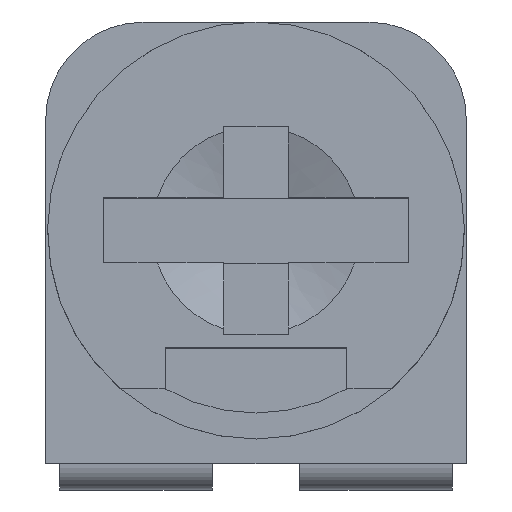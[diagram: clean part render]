
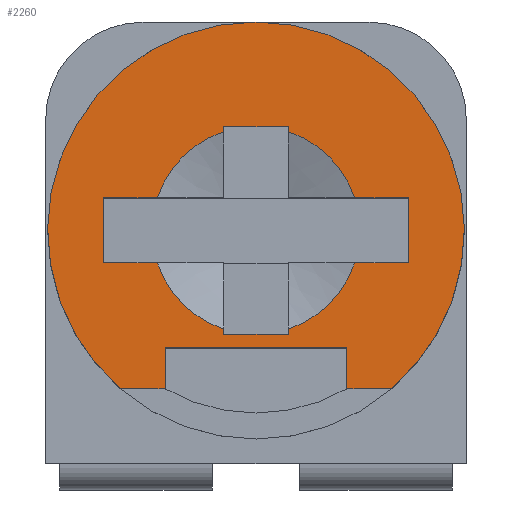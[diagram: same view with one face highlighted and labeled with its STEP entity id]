
A CAD part, top view. The second image highlights one B-rep face of the part: STEP entity #2260.
In plain terms, the highlighted planar face has unit normal (0, 0, 1).
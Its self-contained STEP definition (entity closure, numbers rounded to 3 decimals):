
#150=FACE_BOUND('',#291,.T.);
#173=FACE_OUTER_BOUND('',#290,.T.);
#290=EDGE_LOOP('',(#1605,#1606,#1607,#1608,#1609,#1610));
#291=EDGE_LOOP('',(#1611,#1612,#1613,#1614,#1615,#1616,#1617,#1618,#1619,
#1620,#1621,#1622,#1623,#1624,#1625,#1626));
#392=CIRCLE('',#2375,3.21);
#393=CIRCLE('',#2394,1.6);
#394=CIRCLE('',#2395,1.6);
#395=CIRCLE('',#2396,1.6);
#396=CIRCLE('',#2397,1.6);
#434=LINE('',#3125,#712);
#437=LINE('',#3130,#715);
#438=LINE('',#3132,#716);
#440=LINE('',#3136,#718);
#441=LINE('',#3138,#719);
#443=LINE('',#3143,#721);
#446=LINE('',#3149,#724);
#448=LINE('',#3157,#726);
#449=LINE('',#3159,#727);
#453=LINE('',#3175,#731);
#454=LINE('',#3177,#732);
#461=LINE('',#3199,#739);
#464=LINE('',#3208,#742);
#465=LINE('',#3210,#743);
#469=LINE('',#3220,#747);
#472=LINE('',#3228,#750);
#473=LINE('',#3234,#751);
#712=VECTOR('',#2543,10.);
#715=VECTOR('',#2548,10.);
#716=VECTOR('',#2551,10.);
#718=VECTOR('',#2555,10.);
#719=VECTOR('',#2558,10.);
#721=VECTOR('',#2562,10.);
#724=VECTOR('',#2567,10.);
#726=VECTOR('',#2571,10.);
#727=VECTOR('',#2572,10.);
#731=VECTOR('',#2578,10.);
#732=VECTOR('',#2579,10.);
#739=VECTOR('',#2590,10.);
#742=VECTOR('',#2595,10.);
#743=VECTOR('',#2598,10.);
#747=VECTOR('',#2606,10.);
#750=VECTOR('',#2611,10.);
#751=VECTOR('',#2614,10.);
#988=VERTEX_POINT('',#3116);
#989=VERTEX_POINT('',#3118);
#990=VERTEX_POINT('',#3122);
#991=VERTEX_POINT('',#3124);
#992=VERTEX_POINT('',#3128);
#993=VERTEX_POINT('',#3134);
#994=VERTEX_POINT('',#3140);
#995=VERTEX_POINT('',#3142);
#996=VERTEX_POINT('',#3146);
#997=VERTEX_POINT('',#3148);
#999=VERTEX_POINT('',#3153);
#1000=VERTEX_POINT('',#3158);
#1005=VERTEX_POINT('',#3171);
#1006=VERTEX_POINT('',#3176);
#1012=VERTEX_POINT('',#3194);
#1013=VERTEX_POINT('',#3198);
#1014=VERTEX_POINT('',#3202);
#1015=VERTEX_POINT('',#3206);
#1018=VERTEX_POINT('',#3218);
#1019=VERTEX_POINT('',#3219);
#1020=VERTEX_POINT('',#3224);
#1021=VERTEX_POINT('',#3230);
#1199=EDGE_CURVE('',#989,#988,#392,.T.);
#1202=EDGE_CURVE('',#991,#990,#434,.T.);
#1205=EDGE_CURVE('',#990,#992,#437,.T.);
#1206=EDGE_CURVE('',#992,#989,#438,.T.);
#1208=EDGE_CURVE('',#988,#993,#440,.T.);
#1209=EDGE_CURVE('',#993,#991,#441,.T.);
#1211=EDGE_CURVE('',#995,#994,#443,.T.);
#1214=EDGE_CURVE('',#997,#996,#446,.T.);
#1217=EDGE_CURVE('',#994,#999,#448,.T.);
#1218=EDGE_CURVE('',#1000,#997,#449,.T.);
#1224=EDGE_CURVE('',#996,#1005,#453,.T.);
#1225=EDGE_CURVE('',#1006,#995,#454,.T.);
#1234=EDGE_CURVE('',#1013,#1012,#461,.T.);
#1238=EDGE_CURVE('',#1014,#1015,#464,.T.);
#1239=EDGE_CURVE('',#1015,#1013,#465,.T.);
#1243=EDGE_CURVE('',#1018,#1019,#469,.T.);
#1247=EDGE_CURVE('',#1019,#1020,#472,.T.);
#1249=EDGE_CURVE('',#1021,#1018,#473,.T.);
#1250=EDGE_CURVE('',#1005,#1021,#393,.T.);
#1251=EDGE_CURVE('',#1020,#1006,#394,.T.);
#1252=EDGE_CURVE('',#999,#1014,#395,.T.);
#1253=EDGE_CURVE('',#1012,#1000,#396,.T.);
#1605=ORIENTED_EDGE('',*,*,#1202,.T.);
#1606=ORIENTED_EDGE('',*,*,#1205,.T.);
#1607=ORIENTED_EDGE('',*,*,#1206,.T.);
#1608=ORIENTED_EDGE('',*,*,#1199,.T.);
#1609=ORIENTED_EDGE('',*,*,#1208,.T.);
#1610=ORIENTED_EDGE('',*,*,#1209,.T.);
#1611=ORIENTED_EDGE('',*,*,#1250,.T.);
#1612=ORIENTED_EDGE('',*,*,#1249,.T.);
#1613=ORIENTED_EDGE('',*,*,#1243,.T.);
#1614=ORIENTED_EDGE('',*,*,#1247,.T.);
#1615=ORIENTED_EDGE('',*,*,#1251,.T.);
#1616=ORIENTED_EDGE('',*,*,#1225,.T.);
#1617=ORIENTED_EDGE('',*,*,#1211,.T.);
#1618=ORIENTED_EDGE('',*,*,#1217,.T.);
#1619=ORIENTED_EDGE('',*,*,#1252,.T.);
#1620=ORIENTED_EDGE('',*,*,#1238,.T.);
#1621=ORIENTED_EDGE('',*,*,#1239,.T.);
#1622=ORIENTED_EDGE('',*,*,#1234,.T.);
#1623=ORIENTED_EDGE('',*,*,#1253,.T.);
#1624=ORIENTED_EDGE('',*,*,#1218,.T.);
#1625=ORIENTED_EDGE('',*,*,#1214,.T.);
#1626=ORIENTED_EDGE('',*,*,#1224,.T.);
#2163=PLANE('',#2393);
#2260=ADVANCED_FACE('',(#173,#150),#2163,.T.);
#2375=AXIS2_PLACEMENT_3D('',#3119,#2537,#2538);
#2393=AXIS2_PLACEMENT_3D('',#3235,#2615,#2616);
#2394=AXIS2_PLACEMENT_3D('',#3236,#2617,#2618);
#2395=AXIS2_PLACEMENT_3D('',#3237,#2619,#2620);
#2396=AXIS2_PLACEMENT_3D('',#3238,#2621,#2622);
#2397=AXIS2_PLACEMENT_3D('',#3239,#2623,#2624);
#2537=DIRECTION('center_axis',(0.,0.,1.));
#2538=DIRECTION('ref_axis',(-1.,0.,0.));
#2543=DIRECTION('',(1.,0.,0.));
#2548=DIRECTION('',(0.,-1.,0.));
#2551=DIRECTION('',(1.,0.,0.));
#2555=DIRECTION('',(1.,0.,0.));
#2558=DIRECTION('',(0.,1.,0.));
#2562=DIRECTION('',(0.,-1.,0.));
#2567=DIRECTION('',(0.,1.,0.));
#2571=DIRECTION('',(-1.,0.,0.));
#2572=DIRECTION('',(-1.,0.,0.));
#2578=DIRECTION('',(1.,0.,0.));
#2579=DIRECTION('',(1.,0.,0.));
#2590=DIRECTION('',(0.,1.,0.));
#2595=DIRECTION('',(0.,-1.,0.));
#2598=DIRECTION('',(-1.,0.,0.));
#2606=DIRECTION('',(1.,0.,0.));
#2611=DIRECTION('',(0.,-1.,0.));
#2614=DIRECTION('',(0.,1.,0.));
#2615=DIRECTION('center_axis',(0.,0.,1.));
#2616=DIRECTION('ref_axis',(-1.,0.,0.));
#2617=DIRECTION('center_axis',(0.,0.,-1.));
#2618=DIRECTION('ref_axis',(-1.,0.,0.));
#2619=DIRECTION('center_axis',(0.,0.,-1.));
#2620=DIRECTION('ref_axis',(-1.,0.,0.));
#2621=DIRECTION('center_axis',(0.,0.,-1.));
#2622=DIRECTION('ref_axis',(-1.,0.,0.));
#2623=DIRECTION('center_axis',(0.,0.,-1.));
#2624=DIRECTION('ref_axis',(-1.,0.,0.));
#3116=CARTESIAN_POINT('',(-1.85,-3.646,4.35));
#3118=CARTESIAN_POINT('',(2.33,-3.646,4.35));
#3119=CARTESIAN_POINT('Origin',(0.24,-1.21,4.35));
#3122=CARTESIAN_POINT('',(1.64,-3.02,4.35));
#3124=CARTESIAN_POINT('',(-1.16,-3.02,4.35));
#3125=CARTESIAN_POINT('',(0.24,-3.02,4.35));
#3128=CARTESIAN_POINT('',(1.64,-3.646,4.35));
#3130=CARTESIAN_POINT('',(1.64,-3.02,4.35));
#3132=CARTESIAN_POINT('',(1.64,-3.646,4.35));
#3134=CARTESIAN_POINT('',(-1.16,-3.646,4.35));
#3136=CARTESIAN_POINT('',(-1.16,-3.646,4.35));
#3138=CARTESIAN_POINT('',(-1.16,-3.02,4.35));
#3140=CARTESIAN_POINT('',(2.59,-1.71,4.35));
#3142=CARTESIAN_POINT('',(2.59,-0.71,4.35));
#3143=CARTESIAN_POINT('',(2.59,-0.767,4.35));
#3146=CARTESIAN_POINT('',(-2.11,-0.71,4.35));
#3148=CARTESIAN_POINT('',(-2.11,-1.71,4.35));
#3149=CARTESIAN_POINT('',(-2.11,-1.267,4.35));
#3153=CARTESIAN_POINT('',(1.76,-1.71,4.35));
#3157=CARTESIAN_POINT('',(1.415,-1.71,4.35));
#3158=CARTESIAN_POINT('',(-1.28,-1.71,4.35));
#3159=CARTESIAN_POINT('',(1.415,-1.71,4.35));
#3171=CARTESIAN_POINT('',(-1.28,-0.71,4.35));
#3175=CARTESIAN_POINT('',(-0.935,-0.71,4.35));
#3176=CARTESIAN_POINT('',(1.76,-0.71,4.35));
#3177=CARTESIAN_POINT('',(-0.935,-0.71,4.35));
#3194=CARTESIAN_POINT('',(-0.26,-2.73,4.35));
#3198=CARTESIAN_POINT('',(-0.26,-2.81,4.35));
#3199=CARTESIAN_POINT('',(-0.26,-1.817,4.35));
#3202=CARTESIAN_POINT('',(0.74,-2.73,4.35));
#3206=CARTESIAN_POINT('',(0.74,-2.81,4.35));
#3208=CARTESIAN_POINT('',(0.74,-1.267,4.35));
#3210=CARTESIAN_POINT('',(0.49,-2.81,4.35));
#3218=CARTESIAN_POINT('',(-0.26,0.39,4.35));
#3219=CARTESIAN_POINT('',(0.74,0.39,4.35));
#3220=CARTESIAN_POINT('',(-0.01,0.39,4.35));
#3224=CARTESIAN_POINT('',(0.74,0.31,4.35));
#3228=CARTESIAN_POINT('',(0.74,-0.217,4.35));
#3230=CARTESIAN_POINT('',(-0.26,0.31,4.35));
#3234=CARTESIAN_POINT('',(-0.26,-0.767,4.35));
#3235=CARTESIAN_POINT('Origin',(0.24,-0.823,4.35));
#3236=CARTESIAN_POINT('Origin',(0.24,-1.21,4.35));
#3237=CARTESIAN_POINT('Origin',(0.24,-1.21,4.35));
#3238=CARTESIAN_POINT('Origin',(0.24,-1.21,4.35));
#3239=CARTESIAN_POINT('Origin',(0.24,-1.21,4.35));
